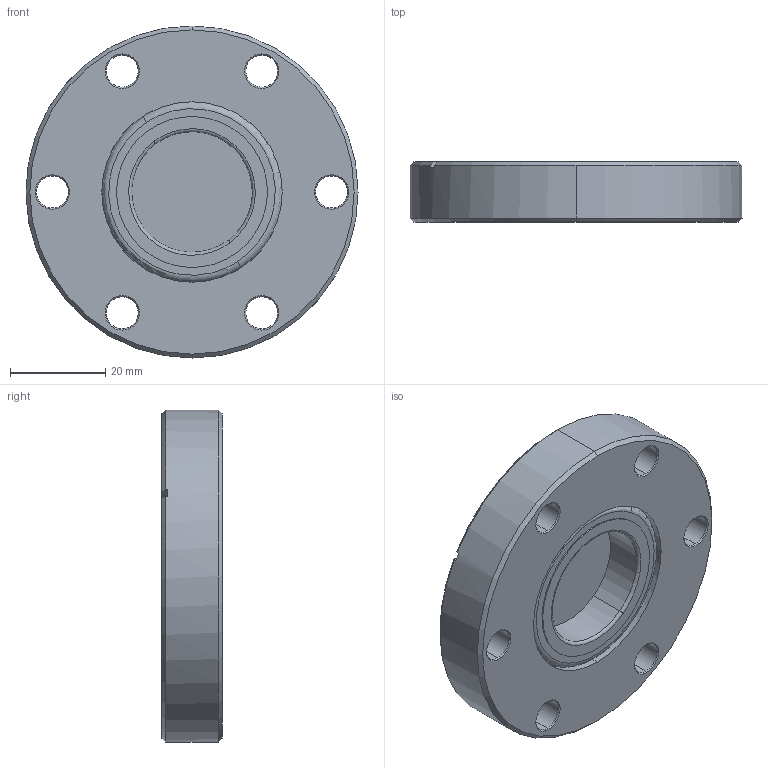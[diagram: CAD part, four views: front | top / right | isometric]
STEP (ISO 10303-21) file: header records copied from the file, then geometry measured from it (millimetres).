
FILE_DESCRIPTION (( 'STEP AP203' ), '1' );
FILE_NAME ('A0810-2-CF.STEP', '2019-10-02T15:31:05', ( '' ), ( '' ), 'SwSTEP 2.0', 'SolidWorks 2019', '' );
FILE_SCHEMA (( 'CONFIG_CONTROL_DESIGN' ));
Length unit declared in the file: inch
Products named in the file (1): A0810-2-CF
Bounding box: 69.85 x 12.7 x 69.85 mm (x, y, z)
Volume: 33457.9 mm3; surface area: 14711.9 mm2
Topology: 1 solids, 1 shells, 83 faces, 190 edges, 115 vertices
Faces by surface type: cone 31, cylinder 30, plane 16, torus 6
Entity records: 2462 total; most frequent: DIRECTION 465, CARTESIAN_POINT 401, ORIENTED_EDGE 380, AXIS2_PLACEMENT_3D 195, EDGE_CURVE 190, VERTEX_POINT 115, CIRCLE 111, EDGE_LOOP 101
